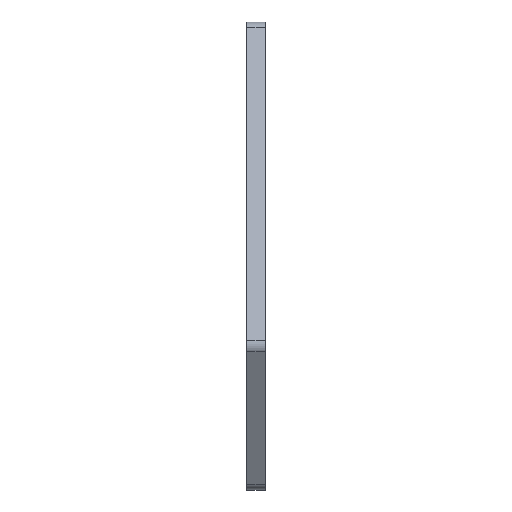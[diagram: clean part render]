
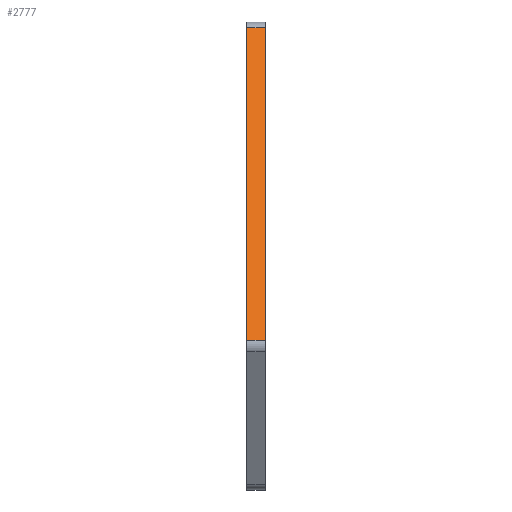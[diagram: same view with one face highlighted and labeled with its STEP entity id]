
A CAD part, left-side view. The second image highlights one B-rep face of the part: STEP entity #2777.
In plain terms, the highlighted planar face has unit normal (-0.866, 0, 0.5).
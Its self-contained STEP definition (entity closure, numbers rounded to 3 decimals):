
#389=DIRECTION('',(0.5,0.,0.866));
#390=VECTOR('',#389,96.536);
#391=CARTESIAN_POINT('',(-71.378,0.,-14.525));
#392=LINE('',#391,#390);
#938=DIRECTION('',(0.5,0.,0.866));
#939=VECTOR('',#938,96.536);
#940=CARTESIAN_POINT('',(-71.378,5.,-14.525));
#941=LINE('',#940,#939);
#1393=DIRECTION('',(0.,-1.,0.));
#1394=VECTOR('',#1393,5.);
#1395=CARTESIAN_POINT('',(-71.378,5.,-14.525));
#1396=LINE('',#1395,#1394);
#1400=DIRECTION('',(0.,-1.,0.));
#1401=VECTOR('',#1400,5.);
#1402=CARTESIAN_POINT('',(-23.11,5.,69.078));
#1403=LINE('',#1402,#1401);
#1665=CARTESIAN_POINT('',(-71.378,0.,-14.525));
#1667=VERTEX_POINT('',#1665);
#1671=CARTESIAN_POINT('',(-71.378,5.,-14.525));
#1672=VERTEX_POINT('',#1671);
#1698=CARTESIAN_POINT('',(-23.11,0.,69.078));
#1700=VERTEX_POINT('',#1698);
#1701=CARTESIAN_POINT('',(-23.11,5.,69.078));
#1702=VERTEX_POINT('',#1701);
#2765=CARTESIAN_POINT('',(-72.244,0.,-16.025));
#2766=DIRECTION('',(0.866,0.,-0.5));
#2767=DIRECTION('',(0.5,0.,0.866));
#2768=AXIS2_PLACEMENT_3D('',#2765,#2766,#2767);
#2769=PLANE('',#2768);
#2771=ORIENTED_EDGE('',*,*,#2770,.F.);
#2772=ORIENTED_EDGE('',*,*,#1998,.T.);
#2773=ORIENTED_EDGE('',*,*,#2758,.T.);
#2774=ORIENTED_EDGE('',*,*,#1776,.F.);
#2775=EDGE_LOOP('',(#2771,#2772,#2773,#2774));
#2776=FACE_OUTER_BOUND('',#2775,.F.);
#1776=EDGE_CURVE('',#1667,#1700,#392,.T.);
#1998=EDGE_CURVE('',#1672,#1702,#941,.T.);
#2758=EDGE_CURVE('',#1702,#1700,#1403,.T.);
#2770=EDGE_CURVE('',#1672,#1667,#1396,.T.);
#2777=ADVANCED_FACE('',(#2776),#2769,.F.);
